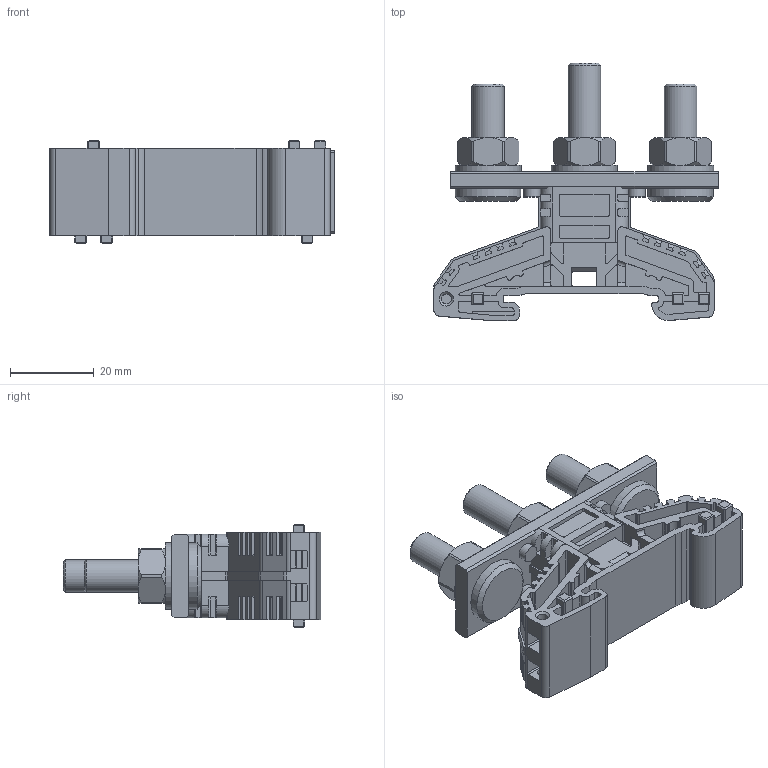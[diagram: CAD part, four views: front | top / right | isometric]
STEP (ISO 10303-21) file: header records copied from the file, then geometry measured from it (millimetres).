
FILE_DESCRIPTION(/* description */ (''),/* implementation_level */ '2;1');
FILE_NAME(/* name */ '17006_HSK50_M8_B_B_iso.stp',/* time_stamp */ '2011-08-08T09:22:35+02:00',/* author */ (''),/* organization */ (''),/* preprocessor_version */ 'ST-DEVELOPER v11',/* originating_system */ 'SIEMENS UGS NX 6.0',/* authorisation */ '');
FILE_SCHEMA (('CONFIG_CONTROL_DESIGN'));
Length unit declared in the file: millimetre
Products named in the file (1): 17006_HSK50_M8_B_B_iso
Bounding box: 68 x 61.6 x 24.6 mm (x, y, z)
Volume: 28828.8 mm3; surface area: 23078.6 mm2
Topology: 10 solids, 10 shells, 1214 faces, 3490 edges, 2312 vertices
Faces by surface type: plane 726, cylinder 437, cone 49, torus 2
Full cylindrical faces by diameter (mm): 2.4 x2, 4 x8, 6.5 x3, 7.794 x3, 8.5 x3, 8.6 x3, 12 x1, 15.65 x2, 15.8 x3
Entity records: 40069 total; most frequent: CARTESIAN_POINT 7684, ORIENTED_EDGE 6860, DIRECTION 6695, EDGE_CURVE 3430, LINE 2379, VECTOR 2379, VERTEX_POINT 2295, AXIS2_PLACEMENT_3D 2158
